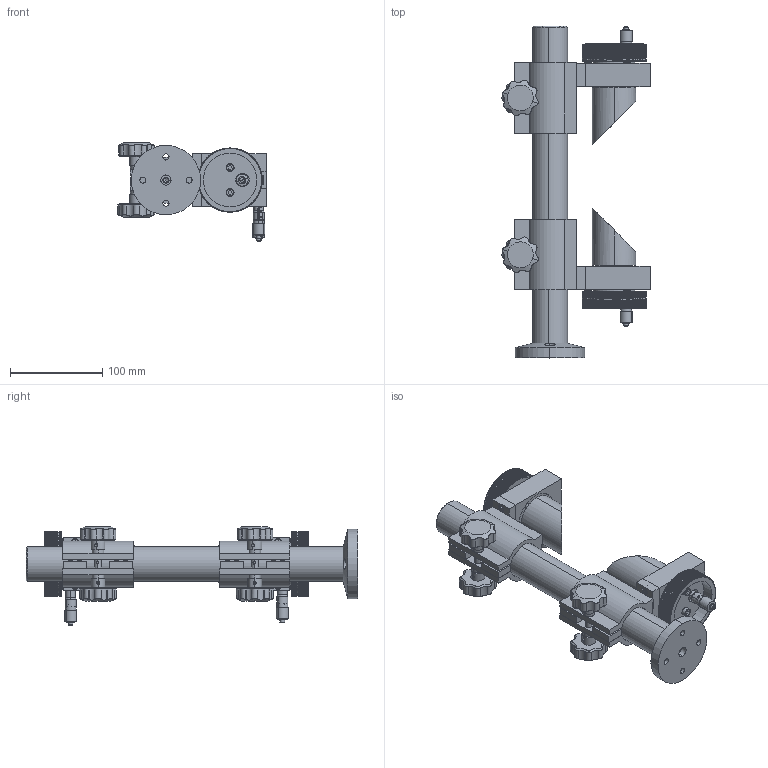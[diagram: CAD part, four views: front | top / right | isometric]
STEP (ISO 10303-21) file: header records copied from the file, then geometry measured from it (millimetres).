
FILE_DESCRIPTION (( 'STEP AP203' ), '1' );
FILE_NAME ('07BSD-3M.STEP', '2022-07-20T09:08:24', ( '' ), ( '' ), 'SwSTEP 2.0', 'SolidWorks 2021', '' );
FILE_SCHEMA (( 'CONFIG_CONTROL_DESIGN' ));
Products named in the file (1): 07BSD-3M
Bounding box: 160.6 x 359.7 x 106.9 mm (x, y, z)
Volume: 1105741 mm3; surface area: 309862 mm2
Topology: 90 solids, 90 shells, 4655 faces, 12284 edges, 7985 vertices
Faces by surface type: plane 2157, cylinder 1152, cone 1134, bspline 104, torus 72, sphere 36
Entity records: 153744 total; most frequent: CARTESIAN_POINT 40036, ORIENTED_EDGE 24284, DIRECTION 22826, EDGE_CURVE 12142, AXIS2_PLACEMENT_3D 8252, VERTEX_POINT 7961, LINE 6322, VECTOR 6322
